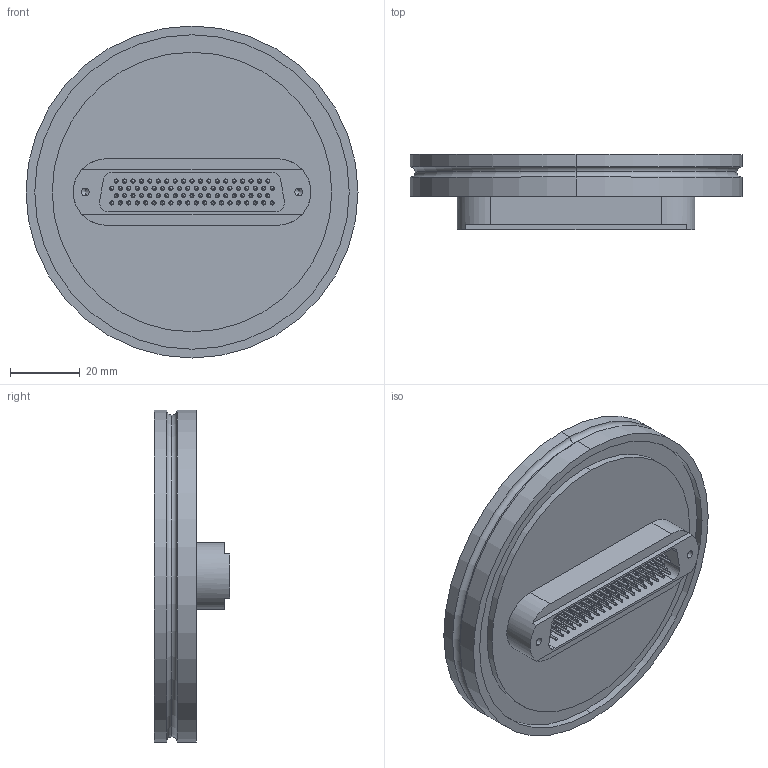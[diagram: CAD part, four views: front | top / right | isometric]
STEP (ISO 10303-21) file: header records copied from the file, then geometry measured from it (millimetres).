
FILE_DESCRIPTION (( 'STEP AP214' ), '1' );
FILE_NAME ('210-HD78-ISO63.step', '2025-02-17T20:32:36', ( '' ), ( '' ), 'SwSTEP 2.0', 'SolidWorks 2022', '' );
FILE_SCHEMA (( 'AUTOMOTIVE_DESIGN' ));
Length unit declared in the file: millimetre
Products named in the file (6): 9210-PIN-FENI-0.7; 9218-GLASS-0.7-1.4-2.3_9218-GLASS-X-0.7-1.4; 210-HD78-ISO63; 9210-D50-ISO63_DN063 ISO-K; 9218-HDX-SS_9218-HD78-SS; 218-HDX-SS_9218-DGLASS-HD78-SS
Assembly tree (159 placements, depth 3):
  210-HD78-ISO63
    9210-D50-ISO63_DN063 ISO-K
    218-HDX-SS_9218-DGLASS-HD78-SS
      9218-HDX-SS_9218-HD78-SS
      9210-PIN-FENI-0.7  x78
      9218-GLASS-0.7-1.4-2.3_9218-GLASS-X-0.7-1.4  x78
Bounding box: 95 x 21.5 x 95 mm (x, y, z)
Volume: 66176.3 mm3; surface area: 30967.3 mm2
Topology: 158 solids, 158 shells, 1402 faces, 3300 edges, 2138 vertices
Faces by surface type: cylinder 814, plane 262, cone 164, sphere 156, torus 6
Entity records: 19858 total; most frequent: DIRECTION 3900, CARTESIAN_POINT 3135, ORIENTED_EDGE 2876, AXIS2_PLACEMENT_3D 1667, EDGE_CURVE 1438, VERTEX_POINT 902, EDGE_LOOP 880, CIRCLE 872
